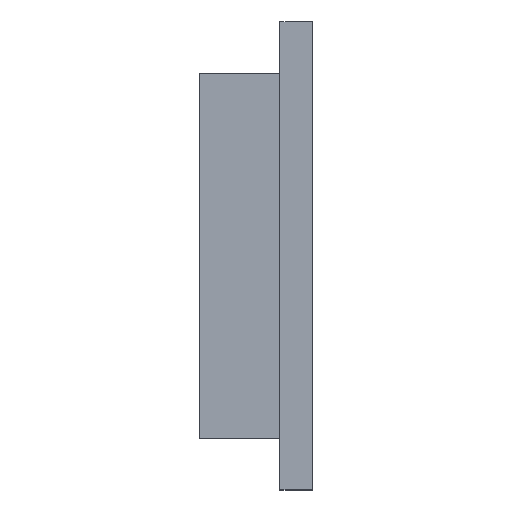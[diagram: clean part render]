
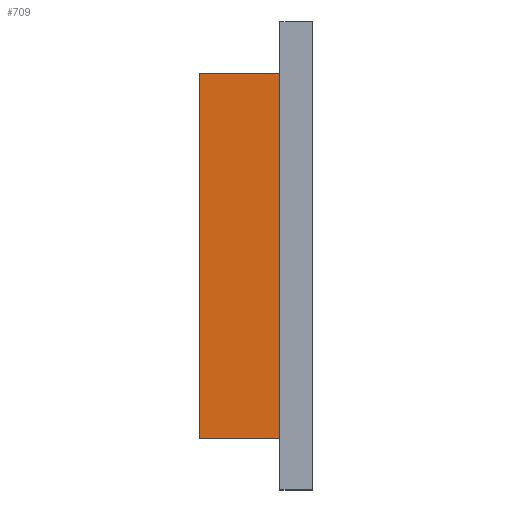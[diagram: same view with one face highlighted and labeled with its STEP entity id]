
A CAD part, left-side view. The second image highlights one B-rep face of the part: STEP entity #709.
In plain terms, the highlighted planar face has unit normal (-1, 0, 0).
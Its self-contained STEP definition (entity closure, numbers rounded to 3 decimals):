
#393 = ORIENTED_EDGE ( 'NONE', *, *, #1464, .F. ) ;
#496 = VERTEX_POINT ( 'NONE', #1807 ) ;
#558 = ORIENTED_EDGE ( 'NONE', *, *, #620, .T. ) ;
#588 = VERTEX_POINT ( 'NONE', #1240 ) ;
#620 = EDGE_CURVE ( 'NONE', #1119, #588, #2632, .T. ) ;
#709 = ADVANCED_FACE ( 'NONE', ( #3472 ), #3066, .F. ) ;
#720 = CARTESIAN_POINT ( 'NONE',  ( 5., 11., 5. ) ) ;
#788 = CARTESIAN_POINT ( 'NONE',  ( 5., 11., 0. ) ) ;
#789 = LINE ( 'NONE', #4717, #4579 ) ;
#994 = LINE ( 'NONE', #4031, #4721 ) ;
#1119 = VERTEX_POINT ( 'NONE', #1864 ) ;
#1121 = CARTESIAN_POINT ( 'NONE',  ( 5., 11., 40.5 ) ) ;
#1123 = VECTOR ( 'NONE', #4179, 1000. ) ;
#1240 = CARTESIAN_POINT ( 'NONE',  ( 5., 3.175, 5. ) ) ;
#1446 = CARTESIAN_POINT ( 'NONE',  ( 5., 3.175, 40.5 ) ) ;
#1454 = ORIENTED_EDGE ( 'NONE', *, *, #2208, .F. ) ;
#1464 = EDGE_CURVE ( 'NONE', #4608, #588, #994, .T. ) ;
#1737 = DIRECTION ( 'NONE',  ( 0., -1., 0. ) ) ;
#1807 = CARTESIAN_POINT ( 'NONE',  ( 5., 11., 40.5 ) ) ;
#1864 = CARTESIAN_POINT ( 'NONE',  ( 5., 11., 5. ) ) ;
#1978 = VECTOR ( 'NONE', #1737, 1000. ) ;
#2208 = EDGE_CURVE ( 'NONE', #496, #4608, #4152, .T. ) ;
#2624 = AXIS2_PLACEMENT_3D ( 'NONE', #788, #4638, #3840 ) ;
#2632 = LINE ( 'NONE', #720, #1978 ) ;
#2796 = ORIENTED_EDGE ( 'NONE', *, *, #4085, .F. ) ;
#3066 = PLANE ( 'NONE',  #2624 ) ;
#3283 = DIRECTION ( 'NONE',  ( 0., 0., -1. ) ) ;
#3472 = FACE_OUTER_BOUND ( 'NONE', #4804, .T. ) ;
#3840 = DIRECTION ( 'NONE',  ( 0., 0., -1. ) ) ;
#3841 = DIRECTION ( 'NONE',  ( 0., 0., 1. ) ) ;
#4031 = CARTESIAN_POINT ( 'NONE',  ( 5., 3.175, 0. ) ) ;
#4085 = EDGE_CURVE ( 'NONE', #1119, #496, #789, .T. ) ;
#4152 = LINE ( 'NONE', #1121, #1123 ) ;
#4179 = DIRECTION ( 'NONE',  ( 0., -1., 0. ) ) ;
#4579 = VECTOR ( 'NONE', #3841, 1000. ) ;
#4608 = VERTEX_POINT ( 'NONE', #1446 ) ;
#4638 = DIRECTION ( 'NONE',  ( 1., 0., 0. ) ) ;
#4717 = CARTESIAN_POINT ( 'NONE',  ( 5., 11., 0. ) ) ;
#4721 = VECTOR ( 'NONE', #3283, 1000. ) ;
#4804 = EDGE_LOOP ( 'NONE', ( #393, #1454, #2796, #558 ) ) ;
